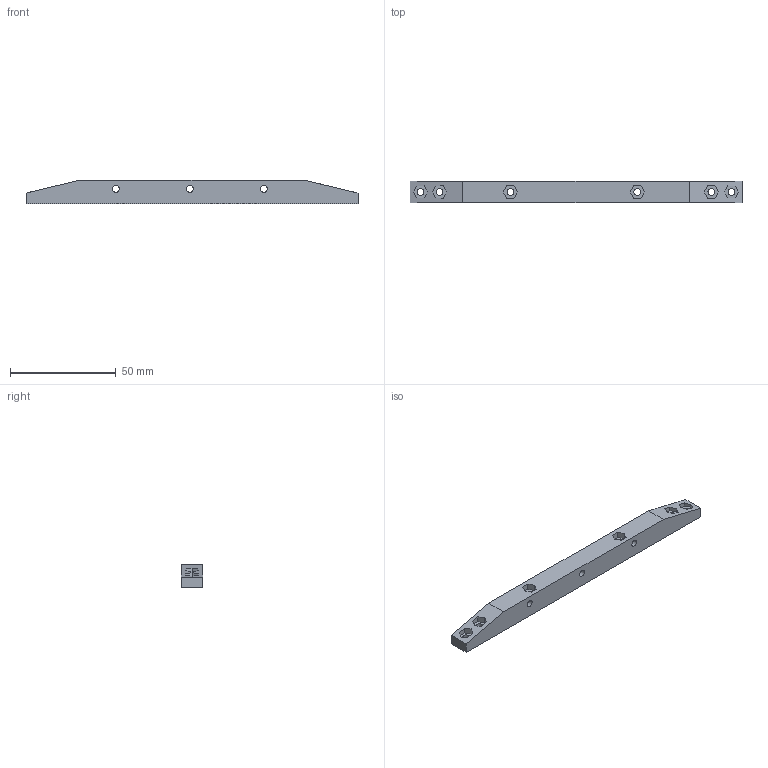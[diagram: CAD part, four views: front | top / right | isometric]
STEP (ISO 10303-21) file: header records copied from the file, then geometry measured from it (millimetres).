
FILE_DESCRIPTION(/* description */ (''),/* implementation_level */ '2;1');
FILE_NAME(/* name */ 'new_wheel_support_v2.stp',/* time_stamp */ '2017-08-22T23:08:13+02:00',/* author */ ('ndz'),/* organization */ (''),/* preprocessor_version */ 'ST-DEVELOPER v16.5',/* originating_system */ 'Autodesk Inventor 2017',/* authorisation */ '');
FILE_SCHEMA (('AUTOMOTIVE_DESIGN { 1 0 10303 214 3 1 1 }'));
Length unit declared in the file: millimetre
Products named in the file (1): new_wheel_support_v2
Bounding box: 157 x 10 x 11 mm (x, y, z)
Volume: 14795.2 mm3; surface area: 7229.8 mm2
Topology: 1 solids, 1 shells, 59 faces, 153 edges, 102 vertices
Faces by surface type: plane 50, cylinder 9
Full cylindrical faces by diameter (mm): 3.2 x9
Entity records: 1806 total; most frequent: CARTESIAN_POINT 306, ORIENTED_EDGE 288, DIRECTION 282, EDGE_CURVE 144, LINE 126, VECTOR 126, VERTEX_POINT 102, EDGE_LOOP 92
